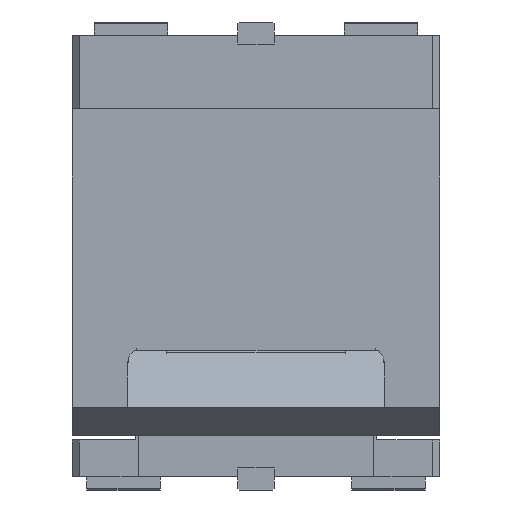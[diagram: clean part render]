
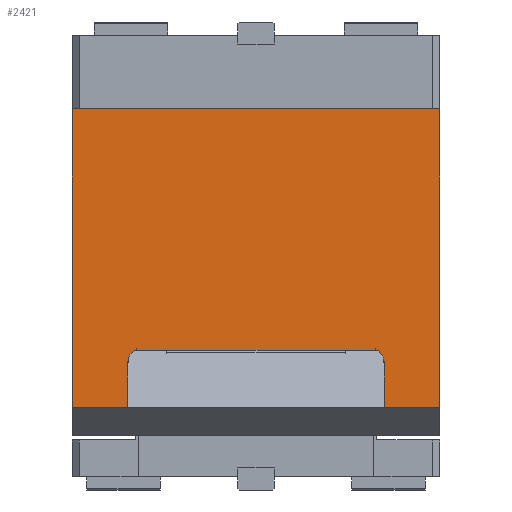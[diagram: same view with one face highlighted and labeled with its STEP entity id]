
A CAD part, left-side view. The second image highlights one B-rep face of the part: STEP entity #2421.
In plain terms, the highlighted planar face has unit normal (-1, 0, 0).
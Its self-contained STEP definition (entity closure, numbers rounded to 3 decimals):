
#2062=CARTESIAN_POINT('Vertex',(35.,-125.,-50.)) ;
#2090=CARTESIAN_POINT('Vertex',(35.,125.,-50.)) ;
#2093=CARTESIAN_POINT('Line Origine',(35.,0.,-50.)) ;
#2299=CARTESIAN_POINT('Vertex',(35.,87.,-253.)) ;
#2302=CARTESIAN_POINT('Line Origine',(35.,106.,-253.)) ;
#2306=CARTESIAN_POINT('Vertex',(35.,125.,-253.)) ;
#2328=CARTESIAN_POINT('Axis2P3D Location',(35.,125.,-55.)) ;
#2333=CARTESIAN_POINT('Line Origine',(35.,125.,-151.5)) ;
#2338=CARTESIAN_POINT('Line Origine',(35.,87.,-238.107)) ;
#2342=CARTESIAN_POINT('Vertex',(35.,87.,-223.214)) ;
#2346=CARTESIAN_POINT('Control Point',(35.,87.,-223.214)) ;
#2347=CARTESIAN_POINT('Control Point',(35.,87.,-222.042)) ;
#2348=CARTESIAN_POINT('Control Point',(35.,86.882,-220.832)) ;
#2349=CARTESIAN_POINT('Control Point',(35.,86.63,-219.616)) ;
#2350=CARTESIAN_POINT('Control Point',(35.,85.997,-217.761)) ;
#2351=CARTESIAN_POINT('Control Point',(35.,85.002,-216.187)) ;
#2352=CARTESIAN_POINT('Control Point',(35.,84.584,-215.656)) ;
#2353=CARTESIAN_POINT('Control Point',(35.,83.707,-214.785)) ;
#2354=CARTESIAN_POINT('Control Point',(35.,82.716,-214.219)) ;
#2355=CARTESIAN_POINT('Control Point',(35.,82.232,-214.03)) ;
#2356=CARTESIAN_POINT('Control Point',(35.,81.69,-213.91)) ;
#2357=CARTESIAN_POINT('Control Point',(35.,81.161,-213.883)) ;
#2358=CARTESIAN_POINT('Control Point',(35.,81.107,-213.881)) ;
#2359=CARTESIAN_POINT('Control Point',(35.,81.054,-213.88)) ;
#2360=CARTESIAN_POINT('Control Point',(35.,81.,-213.88)) ;
#2361=CARTESIAN_POINT('Vertex',(35.,81.,-213.88)) ;
#2364=CARTESIAN_POINT('Line Origine',(35.,0.,-213.88)) ;
#2368=CARTESIAN_POINT('Vertex',(35.,-81.,-213.88)) ;
#2372=CARTESIAN_POINT('Control Point',(35.,-81.,-213.88)) ;
#2373=CARTESIAN_POINT('Control Point',(35.,-81.469,-213.88)) ;
#2374=CARTESIAN_POINT('Control Point',(35.,-81.952,-213.951)) ;
#2375=CARTESIAN_POINT('Control Point',(35.,-82.437,-214.102)) ;
#2376=CARTESIAN_POINT('Control Point',(35.,-83.433,-214.587)) ;
#2377=CARTESIAN_POINT('Control Point',(35.,-84.334,-215.385)) ;
#2378=CARTESIAN_POINT('Control Point',(35.,-84.765,-215.878)) ;
#2379=CARTESIAN_POINT('Control Point',(35.,-85.805,-217.361)) ;
#2380=CARTESIAN_POINT('Control Point',(35.,-86.498,-219.154)) ;
#2381=CARTESIAN_POINT('Control Point',(35.,-86.79,-220.342)) ;
#2382=CARTESIAN_POINT('Control Point',(35.,-86.964,-221.641)) ;
#2383=CARTESIAN_POINT('Control Point',(35.,-86.997,-222.907)) ;
#2384=CARTESIAN_POINT('Control Point',(35.,-86.999,-223.01)) ;
#2385=CARTESIAN_POINT('Control Point',(35.,-87.,-223.112)) ;
#2386=CARTESIAN_POINT('Control Point',(35.,-87.,-223.214)) ;
#2387=CARTESIAN_POINT('Vertex',(35.,-87.,-223.214)) ;
#2390=CARTESIAN_POINT('Line Origine',(35.,-87.,-238.107)) ;
#2394=CARTESIAN_POINT('Vertex',(35.,-87.,-253.)) ;
#2397=CARTESIAN_POINT('Line Origine',(35.,-106.,-253.)) ;
#2401=CARTESIAN_POINT('Vertex',(35.,-125.,-253.)) ;
#2404=CARTESIAN_POINT('Line Origine',(35.,-125.,-151.5)) ;
#2094=DIRECTION('Vector Direction',(0.,-1.,0.)) ;
#2303=DIRECTION('Vector Direction',(0.,1.,0.)) ;
#2329=DIRECTION('Axis2P3D Direction',(1.,0.,0.)) ;
#2330=DIRECTION('Axis2P3D XDirection',(0.,0.,-1.)) ;
#2334=DIRECTION('Vector Direction',(0.,0.,-1.)) ;
#2339=DIRECTION('Vector Direction',(0.,0.,1.)) ;
#2365=DIRECTION('Vector Direction',(0.,-1.,0.)) ;
#2391=DIRECTION('Vector Direction',(0.,0.,-1.)) ;
#2398=DIRECTION('Vector Direction',(0.,1.,0.)) ;
#2405=DIRECTION('Vector Direction',(0.,0.,-1.)) ;
#2331=AXIS2_PLACEMENT_3D('Plane Axis2P3D',#2328,#2329,#2330) ;
#2410=ORIENTED_EDGE('',*,*,#2097,.F.) ;
#2411=ORIENTED_EDGE('',*,*,#2337,.T.) ;
#2412=ORIENTED_EDGE('',*,*,#2308,.F.) ;
#2413=ORIENTED_EDGE('',*,*,#2344,.T.) ;
#2414=ORIENTED_EDGE('',*,*,#2363,.T.) ;
#2415=ORIENTED_EDGE('',*,*,#2370,.T.) ;
#2416=ORIENTED_EDGE('',*,*,#2389,.T.) ;
#2417=ORIENTED_EDGE('',*,*,#2396,.T.) ;
#2418=ORIENTED_EDGE('',*,*,#2403,.F.) ;
#2419=ORIENTED_EDGE('',*,*,#2408,.F.) ;
#2095=VECTOR('Line Direction',#2094,1.) ;
#2304=VECTOR('Line Direction',#2303,1.) ;
#2335=VECTOR('Line Direction',#2334,1.) ;
#2340=VECTOR('Line Direction',#2339,1.) ;
#2366=VECTOR('Line Direction',#2365,1.) ;
#2392=VECTOR('Line Direction',#2391,1.) ;
#2399=VECTOR('Line Direction',#2398,1.) ;
#2406=VECTOR('Line Direction',#2405,1.) ;
#2421=ADVANCED_FACE('CAM HOLDER',(#2420),#2332,.F.) ;
#2345=B_SPLINE_CURVE_WITH_KNOTS('',5,(#2346,#2347,#2348,#2349,#2350,#2351,#2352,#2353,#2354,#2355,#2356,#2357,#2358,#2359,#2360),.UNSPECIFIED.,.F.,.U.,(6,3,3,3,6),(0.,8.404,13.352,17.793,18.299),.UNSPECIFIED.) ;
#2371=B_SPLINE_CURVE_WITH_KNOTS('',5,(#2372,#2373,#2374,#2375,#2376,#2377,#2378,#2379,#2380,#2381,#2382,#2383,#2384,#2385,#2386),.UNSPECIFIED.,.F.,.U.,(6,3,3,3,6),(0.,4.427,9.289,17.566,18.298),.UNSPECIFIED.) ;
#2097=EDGE_CURVE('',#2091,#2063,#2096,.T.) ;
#2308=EDGE_CURVE('',#2300,#2307,#2305,.T.) ;
#2337=EDGE_CURVE('',#2091,#2307,#2336,.T.) ;
#2344=EDGE_CURVE('',#2300,#2343,#2341,.T.) ;
#2363=EDGE_CURVE('',#2343,#2362,#2345,.T.) ;
#2370=EDGE_CURVE('',#2362,#2369,#2367,.T.) ;
#2389=EDGE_CURVE('',#2369,#2388,#2371,.T.) ;
#2396=EDGE_CURVE('',#2388,#2395,#2393,.T.) ;
#2403=EDGE_CURVE('',#2402,#2395,#2400,.T.) ;
#2408=EDGE_CURVE('',#2063,#2402,#2407,.T.) ;
#2409=EDGE_LOOP('',(#2410,#2411,#2412,#2413,#2414,#2415,#2416,#2417,#2418,#2419)) ;
#2420=FACE_OUTER_BOUND('',#2409,.T.) ;
#2096=LINE('Line',#2093,#2095) ;
#2305=LINE('Line',#2302,#2304) ;
#2336=LINE('Line',#2333,#2335) ;
#2341=LINE('Line',#2338,#2340) ;
#2367=LINE('Line',#2364,#2366) ;
#2393=LINE('Line',#2390,#2392) ;
#2400=LINE('Line',#2397,#2399) ;
#2407=LINE('Line',#2404,#2406) ;
#2332=PLANE('Plane',#2331) ;
#2063=VERTEX_POINT('',#2062) ;
#2091=VERTEX_POINT('',#2090) ;
#2300=VERTEX_POINT('',#2299) ;
#2307=VERTEX_POINT('',#2306) ;
#2343=VERTEX_POINT('',#2342) ;
#2362=VERTEX_POINT('',#2361) ;
#2369=VERTEX_POINT('',#2368) ;
#2388=VERTEX_POINT('',#2387) ;
#2395=VERTEX_POINT('',#2394) ;
#2402=VERTEX_POINT('',#2401) ;
